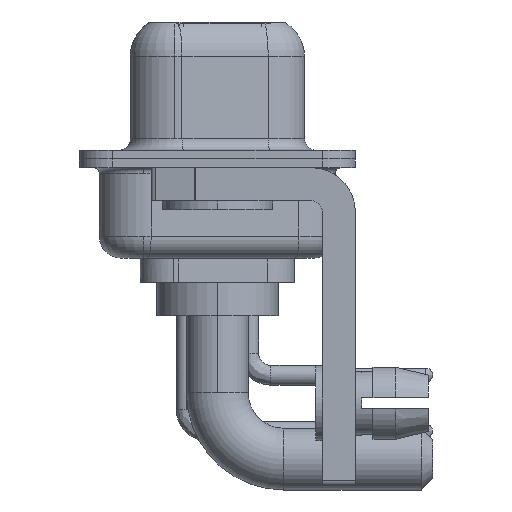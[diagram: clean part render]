
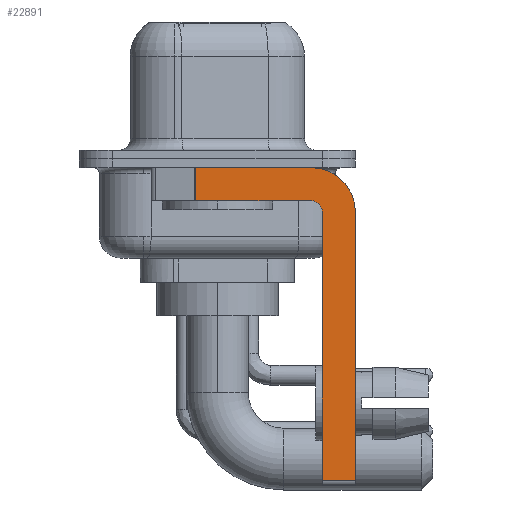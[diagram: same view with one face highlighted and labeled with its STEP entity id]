
A CAD part, left-side view. The second image highlights one B-rep face of the part: STEP entity #22891.
In plain terms, the highlighted planar face has unit normal (-1, 0, 0).
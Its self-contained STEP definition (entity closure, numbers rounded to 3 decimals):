
#162 = VECTOR ( 'NONE', #9423, 1000. ) ;
#583 = CARTESIAN_POINT ( 'NONE',  ( -2.9, 0.978, -0.4 ) ) ;
#885 = VECTOR ( 'NONE', #16578, 1000. ) ;
#1360 = EDGE_LOOP ( 'NONE', ( #3304, #22892, #20628, #4776, #15627, #8601, #17434, #9407 ) ) ;
#1847 = DIRECTION ( 'NONE',  ( 0., -1., 0. ) ) ;
#2223 = CARTESIAN_POINT ( 'NONE',  ( -2.9, -4.25, -1.9 ) ) ;
#2793 = EDGE_CURVE ( 'NONE', #4709, #10457, #18232, .T. ) ;
#2877 = EDGE_CURVE ( 'NONE', #14527, #10457, #22562, .T. ) ;
#2915 = DIRECTION ( 'NONE',  ( 0., 0., -1. ) ) ;
#2920 = AXIS2_PLACEMENT_3D ( 'NONE', #8370, #16855, #20719 ) ;
#3304 = ORIENTED_EDGE ( 'NONE', *, *, #19183, .F. ) ;
#3774 = LINE ( 'NONE', #16374, #162 ) ;
#3792 = EDGE_CURVE ( 'NONE', #7105, #4709, #18618, .T. ) ;
#4213 = EDGE_CURVE ( 'NONE', #16095, #14085, #19810, .T. ) ;
#4555 = DIRECTION ( 'NONE',  ( 1., 0., 0. ) ) ;
#4709 = VERTEX_POINT ( 'NONE', #6072 ) ;
#4776 = ORIENTED_EDGE ( 'NONE', *, *, #3792, .F. ) ;
#4990 = CIRCLE ( 'NONE', #5720, 2. ) ;
#5001 = VECTOR ( 'NONE', #2915, 1000. ) ;
#5585 = DIRECTION ( 'NONE',  ( 0., 0., 1. ) ) ;
#5720 = AXIS2_PLACEMENT_3D ( 'NONE', #20790, #4555, #11741 ) ;
#6072 = CARTESIAN_POINT ( 'NONE',  ( -2.9, -4.25, -1.9 ) ) ;
#6093 = CARTESIAN_POINT ( 'NONE',  ( -2.9, -6.25, -2.4 ) ) ;
#6894 = VECTOR ( 'NONE', #1847, 1000. ) ;
#7031 = DIRECTION ( 'NONE',  ( 0., -1., 0. ) ) ;
#7105 = VERTEX_POINT ( 'NONE', #11098 ) ;
#8370 = CARTESIAN_POINT ( 'NONE',  ( -2.9, -4.25, -2.4 ) ) ;
#8530 = VERTEX_POINT ( 'NONE', #13508 ) ;
#8601 = ORIENTED_EDGE ( 'NONE', *, *, #10087, .T. ) ;
#9354 = CARTESIAN_POINT ( 'NONE',  ( -2.9, -4.25, -2.4 ) ) ;
#9407 = ORIENTED_EDGE ( 'NONE', *, *, #11342, .F. ) ;
#9423 = DIRECTION ( 'NONE',  ( 0., 0., 1. ) ) ;
#10082 = CARTESIAN_POINT ( 'NONE',  ( -2.9, 0.978, -1.9 ) ) ;
#10087 = EDGE_CURVE ( 'NONE', #8530, #14085, #15959, .T. ) ;
#10457 = VERTEX_POINT ( 'NONE', #22328 ) ;
#11098 = CARTESIAN_POINT ( 'NONE',  ( -2.9, -4.75, -2.4 ) ) ;
#11310 = VECTOR ( 'NONE', #7031, 1000. ) ;
#11342 = EDGE_CURVE ( 'NONE', #23209, #16095, #4990, .T. ) ;
#11741 = DIRECTION ( 'NONE',  ( 0., 0., -1. ) ) ;
#12704 = EDGE_CURVE ( 'NONE', #8530, #7105, #3774, .T. ) ;
#13003 = DIRECTION ( 'NONE',  ( -1., 0., 0. ) ) ;
#13508 = CARTESIAN_POINT ( 'NONE',  ( -2.9, -4.75, -14.55 ) ) ;
#14085 = VERTEX_POINT ( 'NONE', #20253 ) ;
#14508 = DIRECTION ( 'NONE',  ( 0., 0., -1. ) ) ;
#14527 = VERTEX_POINT ( 'NONE', #583 ) ;
#14833 = VECTOR ( 'NONE', #14508, 1000. ) ;
#15627 = ORIENTED_EDGE ( 'NONE', *, *, #12704, .F. ) ;
#15959 = LINE ( 'NONE', #21384, #11310 ) ;
#16095 = VERTEX_POINT ( 'NONE', #6093 ) ;
#16374 = CARTESIAN_POINT ( 'NONE',  ( -2.9, -4.75, -14.8 ) ) ;
#16578 = DIRECTION ( 'NONE',  ( 0., 1., 0. ) ) ;
#16855 = DIRECTION ( 'NONE',  ( 1., 0., 0. ) ) ;
#16945 = CARTESIAN_POINT ( 'NONE',  ( -2.9, -4.25, -0.4 ) ) ;
#17434 = ORIENTED_EDGE ( 'NONE', *, *, #4213, .F. ) ;
#18232 = LINE ( 'NONE', #2223, #885 ) ;
#18618 = CIRCLE ( 'NONE', #22744, 0.5 ) ;
#19183 = EDGE_CURVE ( 'NONE', #14527, #23209, #19733, .T. ) ;
#19733 = LINE ( 'NONE', #21139, #6894 ) ;
#19810 = LINE ( 'NONE', #20028, #14833 ) ;
#20028 = CARTESIAN_POINT ( 'NONE',  ( -2.9, -6.25, -2.4 ) ) ;
#20253 = CARTESIAN_POINT ( 'NONE',  ( -2.9, -6.25, -14.55 ) ) ;
#20606 = PLANE ( 'NONE',  #2920 ) ;
#20628 = ORIENTED_EDGE ( 'NONE', *, *, #2793, .F. ) ;
#20719 = DIRECTION ( 'NONE',  ( 0., 0., -1. ) ) ;
#20790 = CARTESIAN_POINT ( 'NONE',  ( -2.9, -4.25, -2.4 ) ) ;
#21139 = CARTESIAN_POINT ( 'NONE',  ( -2.9, 3., -0.4 ) ) ;
#21384 = CARTESIAN_POINT ( 'NONE',  ( -2.9, -4.25, -14.55 ) ) ;
#22328 = CARTESIAN_POINT ( 'NONE',  ( -2.9, 0.978, -1.9 ) ) ;
#22562 = LINE ( 'NONE', #10082, #5001 ) ;
#22610 = FACE_OUTER_BOUND ( 'NONE', #1360, .T. ) ;
#22744 = AXIS2_PLACEMENT_3D ( 'NONE', #9354, #13003, #5585 ) ;
#22891 = ADVANCED_FACE ( 'NONE', ( #22610 ), #20606, .F. ) ;
#22892 = ORIENTED_EDGE ( 'NONE', *, *, #2877, .T. ) ;
#23209 = VERTEX_POINT ( 'NONE', #16945 ) ;
